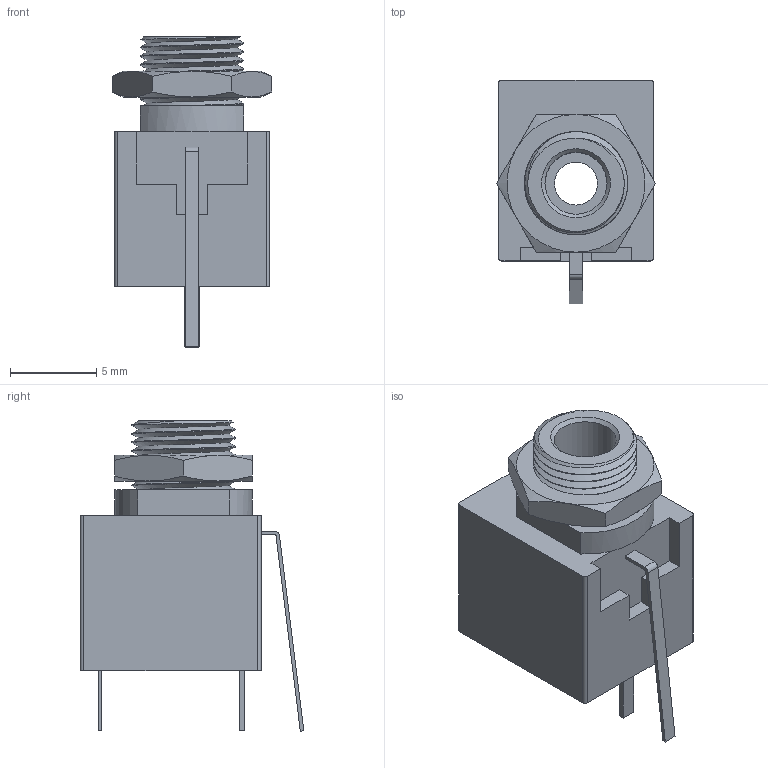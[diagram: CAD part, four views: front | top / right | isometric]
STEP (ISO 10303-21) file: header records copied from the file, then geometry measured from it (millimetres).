
FILE_DESCRIPTION(/* description */ (''),/* implementation_level */ '2;1');
FILE_NAME(/* name */ '3.5mm Jack v3.step',/* time_stamp */ '2025-05-23T20:59:30+10:00',/* author */ (''),/* organization */ (''),/* preprocessor_version */ 'ST-DEVELOPER v20.1',/* originating_system */ 'Autodesk Translation Framework v14.10.0.0',/* authorisation */ '');
FILE_SCHEMA (('AUTOMOTIVE_DESIGN { 1 0 10303 214 3 1 1 }'));
Length unit declared in the file: millimetre
Products named in the file (1): XB-ER-S-934M
Bounding box: 9.24 x 12.98 x 18.02 mm (x, y, z)
Volume: 905.7 mm3; surface area: 1017.2 mm2
Topology: 1 solids, 1 shells, 82 faces, 207 edges, 132 vertices
Faces by surface type: plane 45, cylinder 21, cone 14, bspline 2
Full cylindrical faces by diameter (mm): 2.5 x1, 3.6 x1, 6 x5
Entity records: 6739 total; most frequent: CARTESIAN_POINT 4792, ORIENTED_EDGE 414, DIRECTION 361, EDGE_CURVE 207, VERTEX_POINT 132, AXIS2_PLACEMENT_3D 125, LINE 111, VECTOR 111
